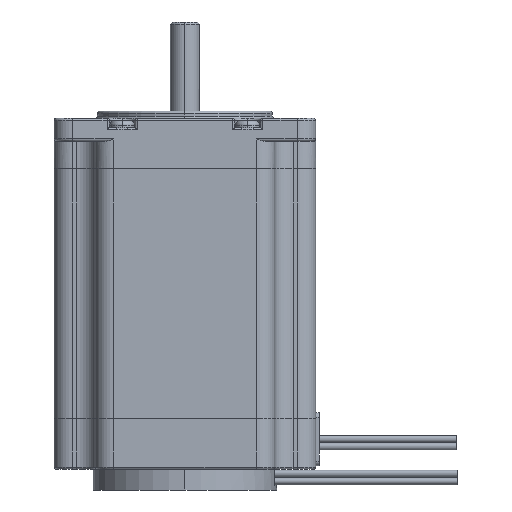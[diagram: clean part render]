
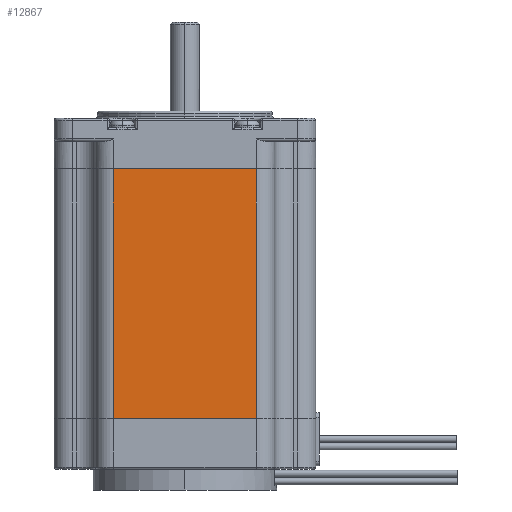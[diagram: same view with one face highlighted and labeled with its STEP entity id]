
A CAD part, left-side view. The second image highlights one B-rep face of the part: STEP entity #12867.
In plain terms, the highlighted planar face has unit normal (-1, 0, 0).
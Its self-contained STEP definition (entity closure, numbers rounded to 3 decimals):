
#1264 = CARTESIAN_POINT ( 'NONE',  ( -28.5, -15.57, 65.49 ) ) ;
#1709 = ORIENTED_EDGE ( 'NONE', *, *, #15015, .T. ) ;
#1734 = VERTEX_POINT ( 'NONE', #10605 ) ;
#2586 = PLANE ( 'NONE',  #5536 ) ;
#2891 = VERTEX_POINT ( 'NONE', #12281 ) ;
#2984 = DIRECTION ( 'NONE',  ( 0., 0., 1. ) ) ;
#3185 = EDGE_LOOP ( 'NONE', ( #7299, #13310, #12436, #1709 ) ) ;
#3906 = EDGE_CURVE ( 'NONE', #14912, #4208, #16172, .T. ) ;
#4208 = VERTEX_POINT ( 'NONE', #11271 ) ;
#4310 = EDGE_CURVE ( 'NONE', #1734, #2891, #12196, .T. ) ;
#4976 = EDGE_CURVE ( 'NONE', #1734, #4208, #6639, .T. ) ;
#5386 = DIRECTION ( 'NONE',  ( 0., 1., 0. ) ) ;
#5536 = AXIS2_PLACEMENT_3D ( 'NONE', #14920, #19699, #18156 ) ;
#6639 = LINE ( 'NONE', #1264, #19642 ) ;
#7299 = ORIENTED_EDGE ( 'NONE', *, *, #4310, .F. ) ;
#8144 = VECTOR ( 'NONE', #5386, 1000. ) ;
#8722 = VECTOR ( 'NONE', #18404, 1000. ) ;
#9304 = CARTESIAN_POINT ( 'NONE',  ( -28.5, 0., 65.49 ) ) ;
#10431 = DIRECTION ( 'NONE',  ( 0., 0., -1. ) ) ;
#10605 = CARTESIAN_POINT ( 'NONE',  ( -28.5, -15.57, 11.01 ) ) ;
#11271 = CARTESIAN_POINT ( 'NONE',  ( -28.5, -15.57, 65.49 ) ) ;
#12034 = LINE ( 'NONE', #18389, #19774 ) ;
#12196 = LINE ( 'NONE', #16212, #8144 ) ;
#12281 = CARTESIAN_POINT ( 'NONE',  ( -28.5, 15.57, 11.01 ) ) ;
#12436 = ORIENTED_EDGE ( 'NONE', *, *, #3906, .F. ) ;
#12867 = ADVANCED_FACE ( 'NONE', ( #14830 ), #2586, .F. ) ;
#13310 = ORIENTED_EDGE ( 'NONE', *, *, #4976, .T. ) ;
#13651 = CARTESIAN_POINT ( 'NONE',  ( -28.5, 15.57, 65.49 ) ) ;
#14830 = FACE_OUTER_BOUND ( 'NONE', #3185, .T. ) ;
#14912 = VERTEX_POINT ( 'NONE', #13651 ) ;
#14920 = CARTESIAN_POINT ( 'NONE',  ( -28.5, 28.5, 76.5 ) ) ;
#15015 = EDGE_CURVE ( 'NONE', #14912, #2891, #12034, .T. ) ;
#16172 = LINE ( 'NONE', #9304, #8722 ) ;
#16212 = CARTESIAN_POINT ( 'NONE',  ( -28.5, 0., 11.01 ) ) ;
#18156 = DIRECTION ( 'NONE',  ( 0., 0., -1. ) ) ;
#18389 = CARTESIAN_POINT ( 'NONE',  ( -28.5, 15.57, 11.01 ) ) ;
#18404 = DIRECTION ( 'NONE',  ( 0., -1., 0. ) ) ;
#19642 = VECTOR ( 'NONE', #2984, 1000. ) ;
#19699 = DIRECTION ( 'NONE',  ( 1., 0., 0. ) ) ;
#19774 = VECTOR ( 'NONE', #10431, 1000. ) ;
